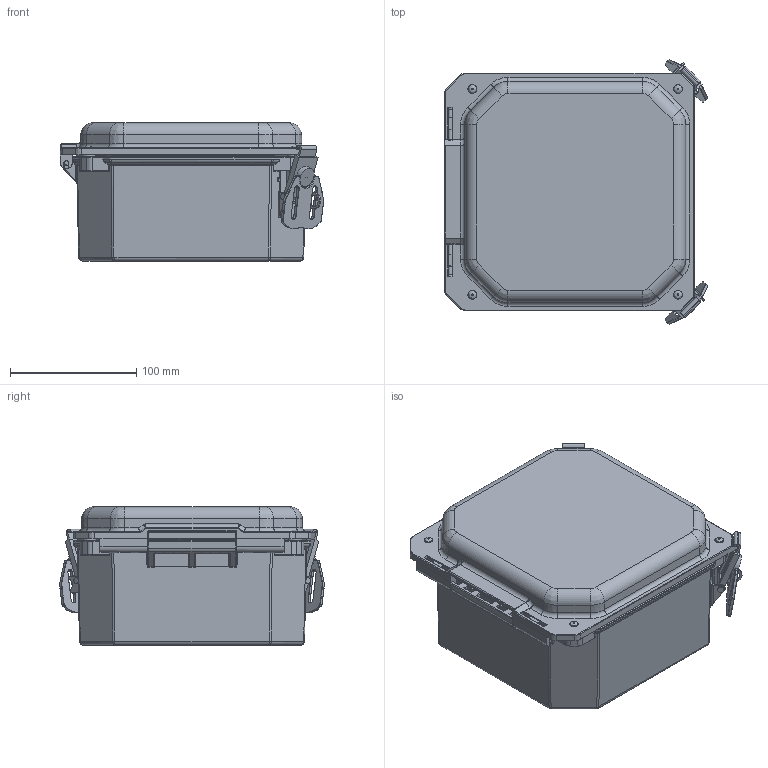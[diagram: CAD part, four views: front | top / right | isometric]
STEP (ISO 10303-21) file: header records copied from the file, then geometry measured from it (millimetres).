
FILE_DESCRIPTION(/* description */ (''),/* implementation_level */ '2;1');
FILE_NAME(/* name */ 'HW-CC60604CHTL.stp',/* time_stamp */ '2014-03-13T06:25:59-05:00',/* author */ ('pmescher'),/* organization */ (''),/* preprocessor_version */ 'ST-DEVELOPER v15.2',/* originating_system */ 'Autodesk Inventor 2014',/* authorisation */ '');
FILE_SCHEMA (('AUTOMOTIVE_DESIGN { 1 0 10303 214 3 1 1 }'));
Products named in the file (16): DS060604BOX; DSCC060604CVR; GA606; WP606HLU; BRASS INSERT-(; BRASS INSERT-(_1; BRASS INSERT-(_2; RMHINGAT40006-01; part2; AT40007; part1; hinge; part3; LOCKWT; DS COVER  BUSH; DSCC60604HLL_STP
Bounding box: 208.64 x 209.84 x 109.52 mm (x, y, z)
Volume: 535998.3 mm3; surface area: 330056.9 mm2
Topology: 33 solids, 33 shells, 2207 faces, 5270 edges, 3077 vertices
Faces by surface type: cylinder 845, plane 648, bspline 374, torus 229, cone 102, sphere 9
Full cylindrical faces by diameter (mm): 1.267 x4, 1.27 x2, 2.489 x4, 3.429 x4, 3.48 x2, 3.81 x4, 3.861 x8, 3.962 x12, 5.08 x4, 5.3 x4, 5.563 x4, 6.248 x12, 6.401 x4, 7.925 x6, 9.22 x2, 15.24 x2
Entity records: 71316 total; most frequent: CARTESIAN_POINT 26507, DIRECTION 9671, ORIENTED_EDGE 9084, EDGE_CURVE 4542, AXIS2_PLACEMENT_3D 3841, VERTEX_POINT 2704, EDGE_LOOP 2110, LINE 1989
